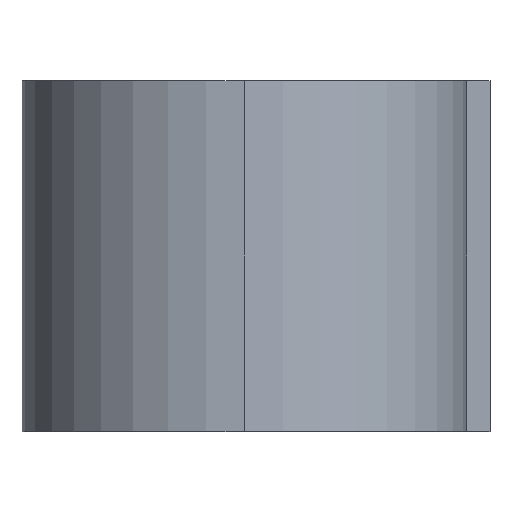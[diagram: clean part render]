
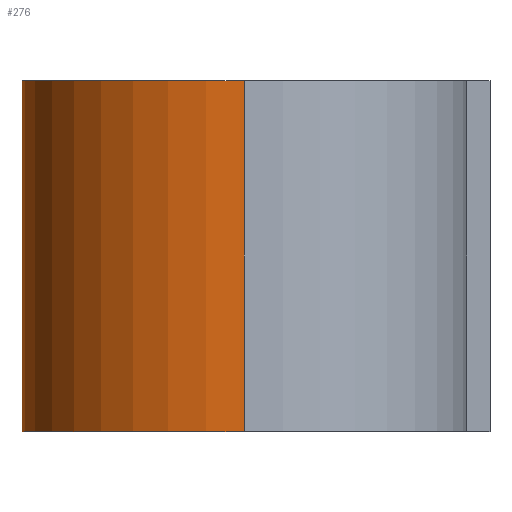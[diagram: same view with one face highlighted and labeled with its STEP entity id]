
A CAD part, left-side view. The second image highlights one B-rep face of the part: STEP entity #276.
In plain terms, the highlighted cylindrical face has radius 9.5 mm (diameter 19 mm), a partial arc.
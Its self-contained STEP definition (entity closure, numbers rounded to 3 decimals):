
#44 = CARTESIAN_POINT ( 'NONE',  ( -9.5, 9., 7.5 ) ) ;
#45 = CARTESIAN_POINT ( 'NONE',  ( 9.5, 9., 7.5 ) ) ;
#51 = ORIENTED_EDGE ( 'NONE', *, *, #380, .F. ) ;
#101 = CARTESIAN_POINT ( 'NONE',  ( 0., 9., -7.5 ) ) ;
#113 = CARTESIAN_POINT ( 'NONE',  ( 0., 9., 7.5 ) ) ;
#121 = VECTOR ( 'NONE', #378, 1000. ) ;
#128 = CARTESIAN_POINT ( 'NONE',  ( 9.5, 9., -7.5 ) ) ;
#160 = EDGE_CURVE ( 'NONE', #295, #738, #725, .T. ) ;
#188 = DIRECTION ( 'NONE',  ( -1., 0., 0. ) ) ;
#264 = LINE ( 'NONE', #44, #121 ) ;
#269 = DIRECTION ( 'NONE',  ( 0., 0., -1. ) ) ;
#276 = ADVANCED_FACE ( 'NONE', ( #787 ), #462, .T. ) ;
#295 = VERTEX_POINT ( 'NONE', #128 ) ;
#297 = DIRECTION ( 'NONE',  ( -1., 0., 0. ) ) ;
#307 = EDGE_CURVE ( 'NONE', #335, #738, #264, .T. ) ;
#309 = AXIS2_PLACEMENT_3D ( 'NONE', #446, #708, #188 ) ;
#335 = VERTEX_POINT ( 'NONE', #581 ) ;
#336 = LINE ( 'NONE', #466, #836 ) ;
#378 = DIRECTION ( 'NONE',  ( 0., 0., -1. ) ) ;
#380 = EDGE_CURVE ( 'NONE', #617, #335, #674, .T. ) ;
#412 = EDGE_LOOP ( 'NONE', ( #416, #51, #662, #795 ) ) ;
#416 = ORIENTED_EDGE ( 'NONE', *, *, #307, .F. ) ;
#446 = CARTESIAN_POINT ( 'NONE',  ( 0., 9., 7.5 ) ) ;
#450 = CARTESIAN_POINT ( 'NONE',  ( -9.5, 9., -7.5 ) ) ;
#451 = DIRECTION ( 'NONE',  ( -1., 0., 0. ) ) ;
#453 = AXIS2_PLACEMENT_3D ( 'NONE', #113, #721, #451 ) ;
#462 = CYLINDRICAL_SURFACE ( 'NONE', #453, 9.5 ) ;
#466 = CARTESIAN_POINT ( 'NONE',  ( 9.5, 9., 7.5 ) ) ;
#579 = DIRECTION ( 'NONE',  ( 0., 0., 1. ) ) ;
#581 = CARTESIAN_POINT ( 'NONE',  ( -9.5, 9., 7.5 ) ) ;
#617 = VERTEX_POINT ( 'NONE', #45 ) ;
#662 = ORIENTED_EDGE ( 'NONE', *, *, #847, .T. ) ;
#674 = CIRCLE ( 'NONE', #309, 9.5 ) ;
#708 = DIRECTION ( 'NONE',  ( 0., 0., 1. ) ) ;
#721 = DIRECTION ( 'NONE',  ( 0., 0., -1. ) ) ;
#725 = CIRCLE ( 'NONE', #770, 9.5 ) ;
#738 = VERTEX_POINT ( 'NONE', #450 ) ;
#770 = AXIS2_PLACEMENT_3D ( 'NONE', #101, #579, #297 ) ;
#787 = FACE_OUTER_BOUND ( 'NONE', #412, .T. ) ;
#795 = ORIENTED_EDGE ( 'NONE', *, *, #160, .T. ) ;
#836 = VECTOR ( 'NONE', #269, 1000. ) ;
#847 = EDGE_CURVE ( 'NONE', #617, #295, #336, .T. ) ;
